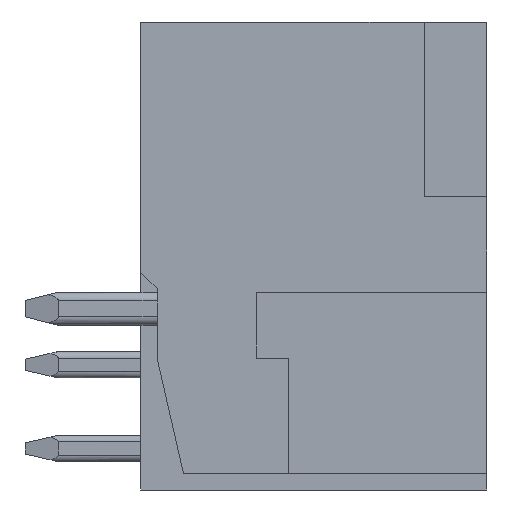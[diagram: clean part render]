
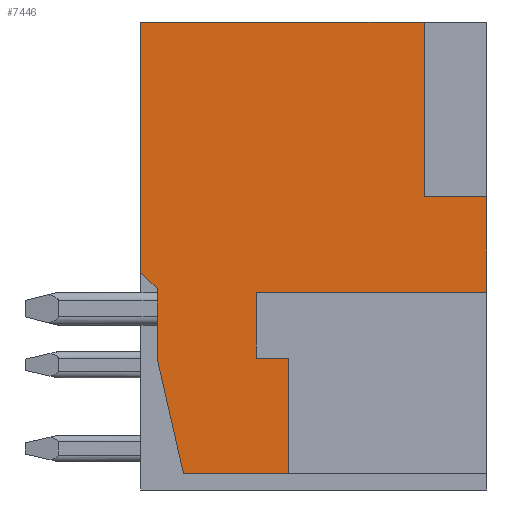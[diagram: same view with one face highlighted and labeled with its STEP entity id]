
A CAD part, front view. The second image highlights one B-rep face of the part: STEP entity #7446.
In plain terms, the highlighted planar face has unit normal (0, -1, 0).
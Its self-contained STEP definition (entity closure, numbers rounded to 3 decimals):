
#122=DIRECTION('',(1.,0.,0.));
#123=VECTOR('',#122,7.);
#124=CARTESIAN_POINT('',(-1.75,-12.67,-1.1));
#125=LINE('',#124,#123);
#602=DIRECTION('',(0.223,0.,-0.975));
#603=VECTOR('',#602,3.59);
#604=CARTESIAN_POINT('',(-4.75,-12.67,-3.1));
#605=LINE('',#604,#603);
#606=DIRECTION('',(0.,0.,1.));
#607=VECTOR('',#606,2.1);
#608=CARTESIAN_POINT('',(-4.75,-12.67,-3.1));
#609=LINE('',#608,#607);
#610=DIRECTION('',(0.707,0.,-0.707));
#611=VECTOR('',#610,0.707);
#612=CARTESIAN_POINT('',(-5.25,-12.67,-0.5));
#613=LINE('',#612,#611);
#614=DIRECTION('',(0.,0.,-1.));
#615=VECTOR('',#614,7.6);
#616=CARTESIAN_POINT('',(-5.25,-12.67,7.1));
#617=LINE('',#616,#615);
#618=DIRECTION('',(-1.,0.,0.));
#619=VECTOR('',#618,8.6);
#620=CARTESIAN_POINT('',(3.35,-12.67,7.1));
#621=LINE('',#620,#619);
#622=DIRECTION('',(0.,0.,-1.));
#623=VECTOR('',#622,5.3);
#624=CARTESIAN_POINT('',(3.35,-12.67,7.1));
#625=LINE('',#624,#623);
#626=DIRECTION('',(-1.,0.,0.));
#627=VECTOR('',#626,1.9);
#628=CARTESIAN_POINT('',(5.25,-12.67,1.8));
#629=LINE('',#628,#627);
#630=DIRECTION('',(0.,0.,1.));
#631=VECTOR('',#630,2.9);
#632=CARTESIAN_POINT('',(5.25,-12.67,-1.1));
#633=LINE('',#632,#631);
#634=DIRECTION('',(0.,0.,-1.));
#635=VECTOR('',#634,2.);
#636=CARTESIAN_POINT('',(-1.75,-12.67,-1.1));
#637=LINE('',#636,#635);
#638=DIRECTION('',(1.,0.,0.));
#639=VECTOR('',#638,1.);
#640=CARTESIAN_POINT('',(-1.75,-12.67,-3.1));
#641=LINE('',#640,#639);
#642=DIRECTION('',(0.,0.,1.));
#643=VECTOR('',#642,3.5);
#644=CARTESIAN_POINT('',(-0.75,-12.67,-6.6));
#645=LINE('',#644,#643);
#646=DIRECTION('',(1.,0.,0.));
#647=VECTOR('',#646,3.2);
#648=CARTESIAN_POINT('',(-3.95,-12.67,-6.6));
#649=LINE('',#648,#647);
#5445=CARTESIAN_POINT('',(-5.25,-12.67,7.1));
#5447=VERTEX_POINT('',#5445);
#5475=CARTESIAN_POINT('',(3.35,-12.67,7.1));
#5476=VERTEX_POINT('',#5475);
#5477=CARTESIAN_POINT('',(5.25,-12.67,1.8));
#5479=VERTEX_POINT('',#5477);
#5487=CARTESIAN_POINT('',(3.35,-12.67,1.8));
#5488=VERTEX_POINT('',#5487);
#5527=CARTESIAN_POINT('',(5.25,-12.67,-1.1));
#5528=VERTEX_POINT('',#5527);
#5533=CARTESIAN_POINT('',(-1.75,-12.67,-3.1));
#5534=CARTESIAN_POINT('',(-0.75,-12.67,-3.1));
#5535=VERTEX_POINT('',#5533);
#5536=VERTEX_POINT('',#5534);
#5539=CARTESIAN_POINT('',(-0.75,-12.67,-6.6));
#5540=VERTEX_POINT('',#5539);
#5541=CARTESIAN_POINT('',(-1.75,-12.67,-1.1));
#5542=VERTEX_POINT('',#5541);
#5545=CARTESIAN_POINT('',(-5.25,-12.67,-0.5));
#5546=CARTESIAN_POINT('',(-4.75,-12.67,-1.));
#5547=VERTEX_POINT('',#5545);
#5548=VERTEX_POINT('',#5546);
#5561=CARTESIAN_POINT('',(-4.75,-12.67,-3.1));
#5562=CARTESIAN_POINT('',(-3.95,-12.67,-6.6));
#5563=VERTEX_POINT('',#5561);
#5564=VERTEX_POINT('',#5562);
#7418=CARTESIAN_POINT('',(0.,-12.67,0.));
#7419=DIRECTION('',(0.,-1.,0.));
#7420=DIRECTION('',(1.,0.,0.));
#7421=AXIS2_PLACEMENT_3D('',#7418,#7419,#7420);
#7422=PLANE('',#7421);
#7423=ORIENTED_EDGE('',*,*,#7409,.F.);
#7424=ORIENTED_EDGE('',*,*,#7349,.T.);
#7426=ORIENTED_EDGE('',*,*,#7425,.F.);
#7428=ORIENTED_EDGE('',*,*,#7427,.F.);
#7430=ORIENTED_EDGE('',*,*,#7429,.F.);
#7432=ORIENTED_EDGE('',*,*,#7431,.T.);
#7434=ORIENTED_EDGE('',*,*,#7433,.F.);
#7436=ORIENTED_EDGE('',*,*,#7435,.F.);
#7437=ORIENTED_EDGE('',*,*,#6850,.F.);
#7438=ORIENTED_EDGE('',*,*,#6908,.T.);
#7440=ORIENTED_EDGE('',*,*,#7439,.T.);
#7442=ORIENTED_EDGE('',*,*,#7441,.F.);
#7443=ORIENTED_EDGE('',*,*,#7031,.F.);
#7444=EDGE_LOOP('',(#7423,#7424,#7426,#7428,#7430,#7432,#7434,#7436,#7437,#7438,
#7440,#7442,#7443));
#7445=FACE_OUTER_BOUND('',#7444,.F.);
#7446=ADVANCED_FACE('',(#7445),#7422,.T.);
#6850=EDGE_CURVE('',#5542,#5528,#125,.T.);
#6908=EDGE_CURVE('',#5542,#5535,#637,.T.);
#7031=EDGE_CURVE('',#5564,#5540,#649,.T.);
#7349=EDGE_CURVE('',#5563,#5548,#609,.T.);
#7409=EDGE_CURVE('',#5563,#5564,#605,.T.);
#7425=EDGE_CURVE('',#5547,#5548,#613,.T.);
#7427=EDGE_CURVE('',#5447,#5547,#617,.T.);
#7429=EDGE_CURVE('',#5476,#5447,#621,.T.);
#7431=EDGE_CURVE('',#5476,#5488,#625,.T.);
#7433=EDGE_CURVE('',#5479,#5488,#629,.T.);
#7435=EDGE_CURVE('',#5528,#5479,#633,.T.);
#7439=EDGE_CURVE('',#5535,#5536,#641,.T.);
#7441=EDGE_CURVE('',#5540,#5536,#645,.T.);
